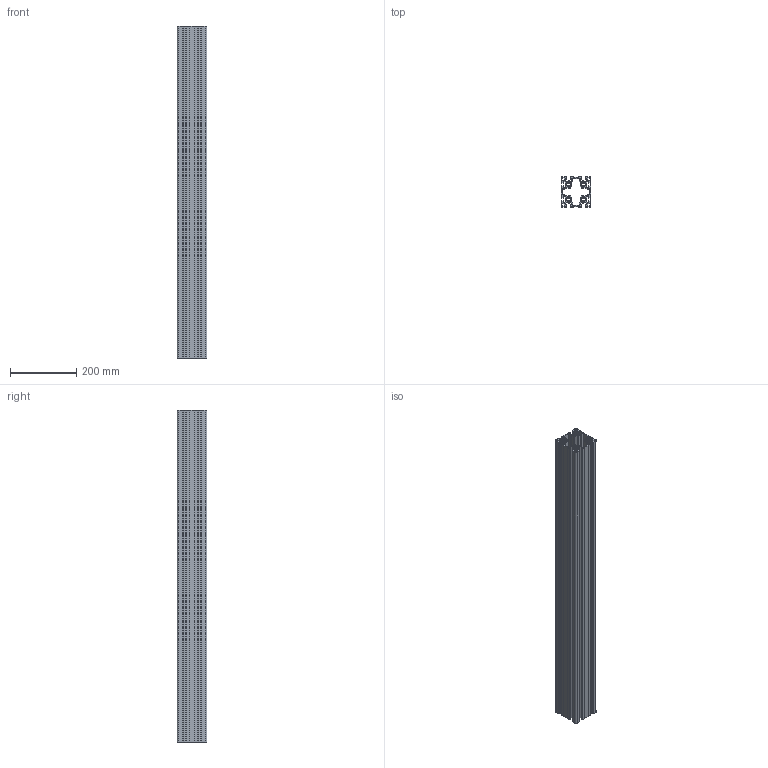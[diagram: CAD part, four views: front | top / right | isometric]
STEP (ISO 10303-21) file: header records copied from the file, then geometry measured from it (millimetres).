
FILE_DESCRIPTION(/* description */ ('Titel eingeben'),/* implementation_level */ '2;1');
FILE_NAME(/* name */ '80066_KriTec_Profil_10_90x90_2N_leicht.stp',/* time_stamp */ '2017-10-23T16:18:00+02:00',/* author */ ('Steiner'),/* organization */ (''),/* preprocessor_version */ 'ST-DEVELOPER v16.1',/* originating_system */ 'Autodesk Inventor 2016',/* authorisation */ '');
FILE_SCHEMA (('CONFIG_CONTROL_DESIGN'));
Length unit declared in the file: millimetre
Products named in the file (1): 80066_KriTec_Profil_10_90x90_2N_leicht
Bounding box: 90 x 90 x 1000 mm (x, y, z)
Volume: 2375091.9 mm3; surface area: 1519848.7 mm2
Topology: 1 solids, 1 shells, 338 faces, 1008 edges, 672 vertices
Faces by surface type: plane 246, cylinder 92
Entity records: 11364 total; most frequent: CARTESIAN_POINT 2019, ORIENTED_EDGE 2016, DIRECTION 1870, EDGE_CURVE 1008, LINE 824, VECTOR 824, VERTEX_POINT 672, AXIS2_PLACEMENT_3D 523
